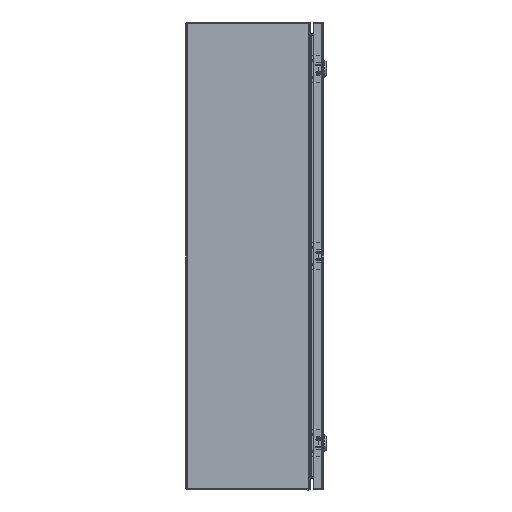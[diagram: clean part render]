
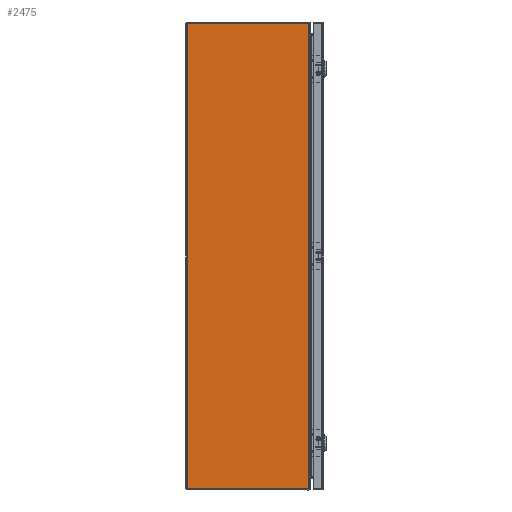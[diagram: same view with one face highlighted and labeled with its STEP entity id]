
A CAD part, left-side view. The second image highlights one B-rep face of the part: STEP entity #2475.
In plain terms, the highlighted planar face has unit normal (-1, 0, 0).
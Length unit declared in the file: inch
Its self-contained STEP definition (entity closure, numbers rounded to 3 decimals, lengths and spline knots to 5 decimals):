
#748 = CARTESIAN_POINT ( 'NONE',  ( -15., -7.76322, 14.92789 ) ) ;
#796 = CARTESIAN_POINT ( 'NONE',  ( -15., -7.76322, -14.92789 ) ) ;
#1389 = VERTEX_POINT ( 'NONE', #5581 ) ;
#2475 = ADVANCED_FACE ( 'NONE', ( #4749 ), #17974, .F. ) ;
#2847 = CARTESIAN_POINT ( 'NONE',  ( -15., -0.072, 104.298 ) ) ;
#3135 = DIRECTION ( 'NONE',  ( 0., -1., 0. ) ) ;
#3631 = CARTESIAN_POINT ( 'NONE',  ( -15., -0.108, -14.92789 ) ) ;
#4109 = ORIENTED_EDGE ( 'NONE', *, *, #17931, .F. ) ;
#4390 = AXIS2_PLACEMENT_3D ( 'NONE', #2847, #9025, #23090 ) ;
#4749 = FACE_OUTER_BOUND ( 'NONE', #17884, .T. ) ;
#5422 = LINE ( 'NONE', #20847, #12253 ) ;
#5581 = CARTESIAN_POINT ( 'NONE',  ( -15., -7.892, 14.90555 ) ) ;
#5759 = ORIENTED_EDGE ( 'NONE', *, *, #23975, .F. ) ;
#7352 = CARTESIAN_POINT ( 'NONE',  ( -15., -7.76322, -14.54553 ) ) ;
#7391 = CIRCLE ( 'NONE', #12616, 0.38236 ) ;
#7778 = CARTESIAN_POINT ( 'NONE',  ( -15., -7.892, -14.90555 ) ) ;
#9025 = DIRECTION ( 'NONE',  ( 1., 0., 0. ) ) ;
#10040 = CARTESIAN_POINT ( 'NONE',  ( -15., -7.76322, 14.54553 ) ) ;
#10399 = VERTEX_POINT ( 'NONE', #748 ) ;
#10714 = VERTEX_POINT ( 'NONE', #20757 ) ;
#11180 = DIRECTION ( 'NONE',  ( 1., 0., 0. ) ) ;
#11766 = VERTEX_POINT ( 'NONE', #796 ) ;
#12253 = VECTOR ( 'NONE', #27878, 39.37008 ) ;
#12282 = VERTEX_POINT ( 'NONE', #7778 ) ;
#12616 = AXIS2_PLACEMENT_3D ( 'NONE', #10040, #19255, #28055 ) ;
#13190 = VECTOR ( 'NONE', #23025, 39.37008 ) ;
#13958 = DIRECTION ( 'NONE',  ( 0., 1., 0. ) ) ;
#13998 = EDGE_CURVE ( 'NONE', #14958, #11766, #20891, .T. ) ;
#14061 = EDGE_CURVE ( 'NONE', #10399, #1389, #7391, .T. ) ;
#14336 = EDGE_CURVE ( 'NONE', #12282, #11766, #27556, .T. ) ;
#14958 = VERTEX_POINT ( 'NONE', #3631 ) ;
#15833 = VECTOR ( 'NONE', #3135, 39.37008 ) ;
#16332 = AXIS2_PLACEMENT_3D ( 'NONE', #7352, #11180, #13958 ) ;
#16591 = LINE ( 'NONE', #25368, #13190 ) ;
#17827 = ORIENTED_EDGE ( 'NONE', *, *, #14061, .F. ) ;
#17884 = EDGE_LOOP ( 'NONE', ( #17827, #4109, #5759, #21368, #24777, #24278 ) ) ;
#17931 = EDGE_CURVE ( 'NONE', #10714, #10399, #16591, .T. ) ;
#17974 = PLANE ( 'NONE',  #4390 ) ;
#17993 = EDGE_CURVE ( 'NONE', #1389, #12282, #5422, .T. ) ;
#19255 = DIRECTION ( 'NONE',  ( 1., 0., 0. ) ) ;
#20757 = CARTESIAN_POINT ( 'NONE',  ( -15., -0.108, 14.92789 ) ) ;
#20847 = CARTESIAN_POINT ( 'NONE',  ( -15., -7.892, 104.298 ) ) ;
#20891 = LINE ( 'NONE', #23661, #15833 ) ;
#21368 = ORIENTED_EDGE ( 'NONE', *, *, #13998, .T. ) ;
#23025 = DIRECTION ( 'NONE',  ( 0., -1., 0. ) ) ;
#23090 = DIRECTION ( 'NONE',  ( 0., 1., 0. ) ) ;
#23163 = VECTOR ( 'NONE', #23779, 39.37008 ) ;
#23661 = CARTESIAN_POINT ( 'NONE',  ( -15., -0.108, -14.92789 ) ) ;
#23779 = DIRECTION ( 'NONE',  ( 0., 0., 1. ) ) ;
#23917 = CARTESIAN_POINT ( 'NONE',  ( -15., -0.108, -14.892 ) ) ;
#23975 = EDGE_CURVE ( 'NONE', #14958, #10714, #24217, .T. ) ;
#24217 = LINE ( 'NONE', #23917, #23163 ) ;
#24278 = ORIENTED_EDGE ( 'NONE', *, *, #17993, .F. ) ;
#24777 = ORIENTED_EDGE ( 'NONE', *, *, #14336, .F. ) ;
#25368 = CARTESIAN_POINT ( 'NONE',  ( -15., -0.108, 14.92789 ) ) ;
#27556 = CIRCLE ( 'NONE', #16332, 0.38236 ) ;
#27878 = DIRECTION ( 'NONE',  ( 0., 0., -1. ) ) ;
#28055 = DIRECTION ( 'NONE',  ( 0., 1., 0. ) ) ;
